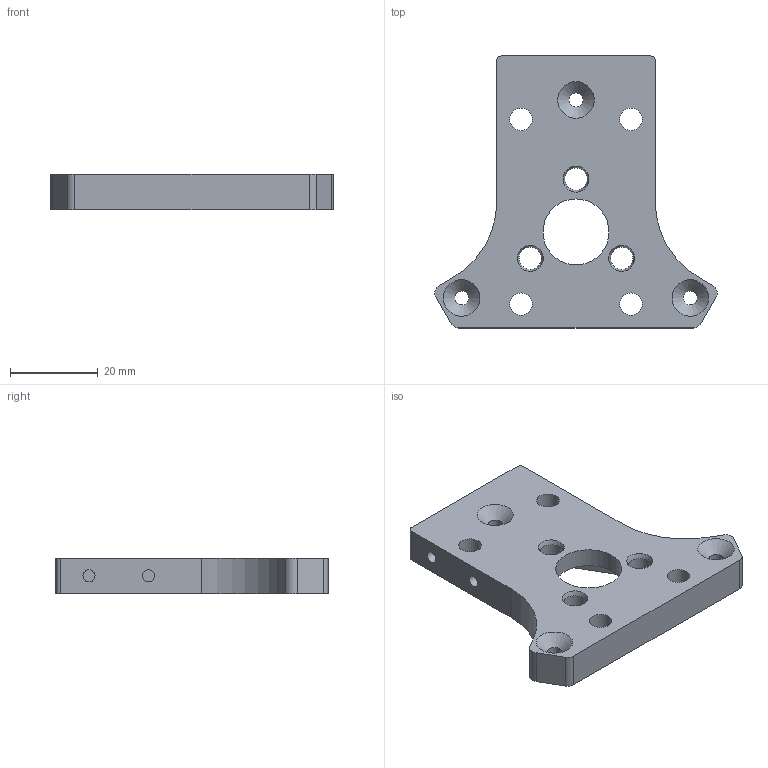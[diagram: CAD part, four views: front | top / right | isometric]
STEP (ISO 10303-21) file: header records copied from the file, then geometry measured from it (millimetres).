
FILE_DESCRIPTION(/* description */ (''),/* implementation_level */ '2;1');
FILE_NAME(/* name */ 'tool_template_assembly v1.step',/* time_stamp */ '2024-10-21T12:17:01-07:00',/* author */ (''),/* organization */ (''),/* preprocessor_version */ 'ST-DEVELOPER v20',/* originating_system */ 'Autodesk Translation Framework v13.20.0.188',/* authorisation */ '');
FILE_SCHEMA (('AUTOMOTIVE_DESIGN { 1 0 10303 214 3 1 1 }'));
Length unit declared in the file: millimetre
Products named in the file (2): tool_template_assembly; base_tool_plate_Wedge Downward
Assembly tree (1 placements, depth 2):
  tool_template_assembly
    base_tool_plate_Wedge Downward
Bounding box: 64.16 x 61.83 x 8.03 mm (x, y, z)
Volume: 16514.9 mm3; surface area: 7978 mm2
Topology: 1 solids, 1 shells, 53 faces, 129 edges, 86 vertices
Faces by surface type: cylinder 26, plane 18, cone 6, sphere 3
Full cylindrical faces by diameter (mm): 2.75 x4, 3.2 x3, 5.1 x7, 15 x1
Entity records: 1691 total; most frequent: DIRECTION 305, CARTESIAN_POINT 271, ORIENTED_EDGE 258, EDGE_CURVE 129, AXIS2_PLACEMENT_3D 120, VERTEX_POINT 86, EDGE_LOOP 83, LINE 65
